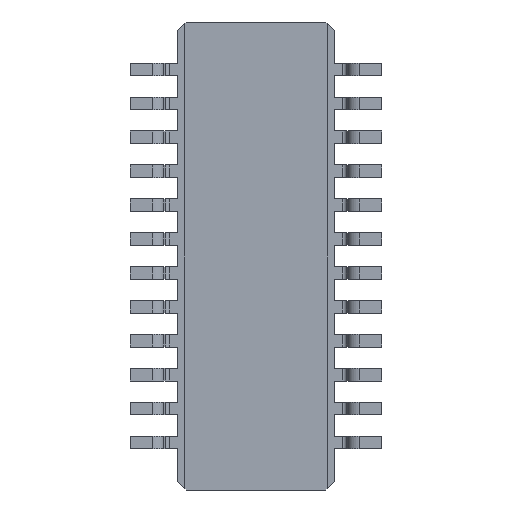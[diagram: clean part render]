
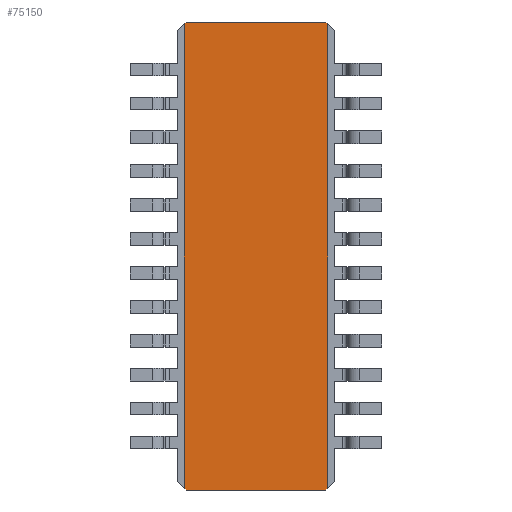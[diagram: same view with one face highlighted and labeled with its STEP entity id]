
A CAD part, front view. The second image highlights one B-rep face of the part: STEP entity #75150.
In plain terms, the highlighted planar face has unit normal (0, -1, 0).
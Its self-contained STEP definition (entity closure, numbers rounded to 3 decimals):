
#60=CARTESIAN_POINT('',(-0.03,-0.6,0.));
#70=DIRECTION('',(0.707,0.,0.707));
#80=VECTOR('',#70,1.);
#90=LINE('',#60,#80);
#100=CARTESIAN_POINT('',(-0.03,-0.6,0.));
#110=VERTEX_POINT('',#100);
#120=CARTESIAN_POINT('',(-0.01,-0.6,0.02));
#130=VERTEX_POINT('',#120);
#140=EDGE_CURVE('',#110,#130,#90,.T.);
#7120=CARTESIAN_POINT('',(-1.7,-0.6,5.5));
#7130=VERTEX_POINT('',#7120);
#7160=CARTESIAN_POINT('',(-1.7,-0.6,-0.8));
#7170=DIRECTION('',(0.,0.,1.));
#7180=VECTOR('',#7170,1.);
#7190=LINE('',#7160,#7180);
#7200=CARTESIAN_POINT('',(-1.7,-0.6,0.02));
#7210=VERTEX_POINT('',#7200);
#7220=EDGE_CURVE('',#7210,#7130,#7190,.T.);
#22270=CARTESIAN_POINT('',(-1.68,-0.6,0.));
#22280=VERTEX_POINT('',#22270);
#22310=CARTESIAN_POINT('',(0.,-0.6,0.));
#22320=DIRECTION('',(1.,0.,0.));
#22330=VECTOR('',#22320,1.);
#22340=LINE('',#22310,#22330);
#22350=EDGE_CURVE('',#22280,#110,#22340,.T.);
#31660=CARTESIAN_POINT('',(0.,-0.6,-1.68));
#31670=DIRECTION('',(-0.707,0.,0.707));
#31680=VECTOR('',#31670,1.);
#31690=LINE('',#31660,#31680);
#31700=EDGE_CURVE('',#22280,#7210,#31690,.T.);
#74740=CARTESIAN_POINT('',(-0.855,-0.6,-4.));
#74750=DIRECTION('',(0.,-1.,0.));
#74760=DIRECTION('',(-1.,0.,0.));
#74770=AXIS2_PLACEMENT_3D('',#74740,#74750,#74760);
#74780=PLANE('',#74770);
#74790=CARTESIAN_POINT('',(0.,-0.6,7.2));
#74800=DIRECTION('',(0.707,0.,0.707));
#74810=VECTOR('',#74800,1.);
#74820=LINE('',#74790,#74810);
#74830=CARTESIAN_POINT('',(-1.68,-0.6,5.52));
#74840=VERTEX_POINT('',#74830);
#74850=EDGE_CURVE('',#7130,#74840,#74820,.T.);
#74860=ORIENTED_EDGE('',*,*,#74850,.F.);
#74870=CARTESIAN_POINT('',(0.,-0.6,5.52));
#74880=DIRECTION('',(-1.,0.,0.));
#74890=VECTOR('',#74880,1.);
#74900=LINE('',#74870,#74890);
#74910=CARTESIAN_POINT('',(-0.03,-0.6,5.52));
#74920=VERTEX_POINT('',#74910);
#74930=EDGE_CURVE('',#74920,#74840,#74900,.T.);
#74940=ORIENTED_EDGE('',*,*,#74930,.T.);
#74950=CARTESIAN_POINT('',(0.,-0.6,5.49));
#74960=DIRECTION('',(-0.707,0.,0.707));
#74970=VECTOR('',#74960,1.);
#74980=LINE('',#74950,#74970);
#74990=CARTESIAN_POINT('',(-0.01,-0.6,5.5))
;
#75000=VERTEX_POINT('',#74990);
#75010=EDGE_CURVE('',#75000,#74920,#74980,.T.);
#75020=ORIENTED_EDGE('',*,*,#75010,.T.);
#75030=CARTESIAN_POINT('',(-0.01,-0.6,0.));
#75040=DIRECTION('',(0.,0.,1.));
#75050=VECTOR('',#75040,1.);
#75060=LINE('',#75030,#75050);
#75070=EDGE_CURVE('',#130,#75000,#75060,.T.);
#75080=ORIENTED_EDGE('',*,*,#75070,.T.);
#75090=ORIENTED_EDGE('',*,*,#140,.T.);
#75100=ORIENTED_EDGE('',*,*,#22350,.T.);
#75110=ORIENTED_EDGE('',*,*,#31700,.F.);
#75120=ORIENTED_EDGE('',*,*,#7220,.F.);
#75130=EDGE_LOOP('',(#75120,#75110,#75100,#75090,#75080,#75020,#74940,
#74860));
#75140=FACE_OUTER_BOUND('',#75130,.T.);
#75150=ADVANCED_FACE('',(#75140),#74780,.T.);
